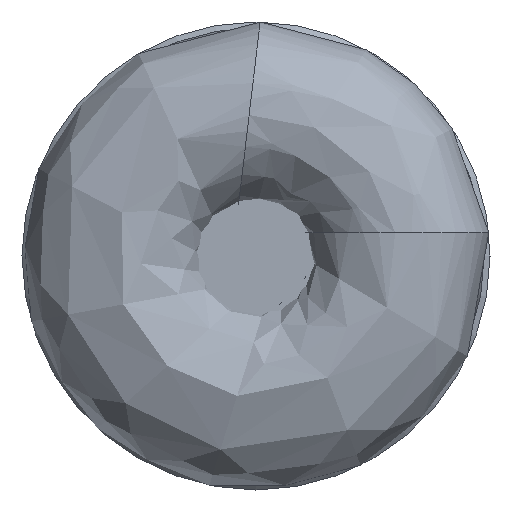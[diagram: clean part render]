
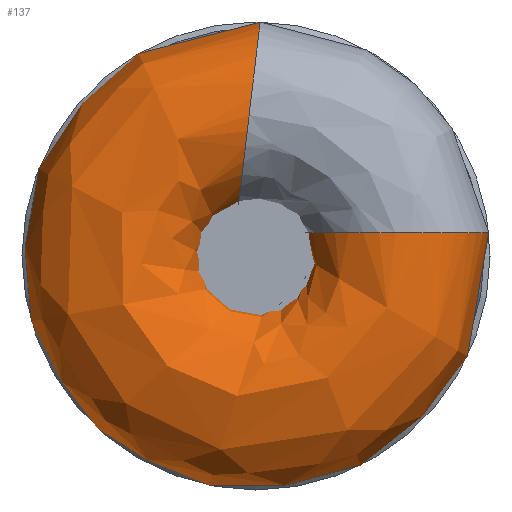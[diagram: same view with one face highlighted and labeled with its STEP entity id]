
A CAD part, left-side view. The second image highlights one B-rep face of the part: STEP entity #137.
In plain terms, the highlighted free-form (B-spline) face has degree [3, 3] with [7, 7] control points.
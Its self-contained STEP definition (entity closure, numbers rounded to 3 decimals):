
#137=ADVANCED_FACE('',(#151,#152),#149,.F.);
#149=(
BOUNDED_SURFACE()
B_SPLINE_SURFACE(3,3,((#317,#318,#319,#320,#321,#322,#323),(#324,#325,#326,
#327,#328,#329,#330),(#331,#332,#333,#334,#335,#336,#337),(#338,#339,#340,
#341,#342,#343,#344),(#345,#346,#347,#348,#349,#350,#351),(#352,#353,#354,
#355,#356,#357,#358),(#359,#360,#361,#362,#363,#364,#365)),
 .UNSPECIFIED.,.T.,.F.,.F.)
B_SPLINE_SURFACE_WITH_KNOTS((1,3,3,3,1),(4,3,4),(-0.5,0.,0.5,1.,1.5),(0.,
0.5,1.),.UNSPECIFIED.)
GEOMETRIC_REPRESENTATION_ITEM()
RATIONAL_B_SPLINE_SURFACE(((1.,0.57,0.57,1.,0.57,
0.57,1.),(0.333,0.19,0.19,
0.333,0.19,0.19,0.333),
(0.333,0.19,0.19,0.333,
0.19,0.19,0.333),(1.,0.57,
0.57,1.,0.57,0.57,1.),(0.333,
0.19,0.19,0.333,0.19,
0.19,0.333),(0.333,0.19,
0.19,0.333,0.19,0.19,
0.333),(1.,0.57,0.57,1.,0.57,
0.57,1.)))
REPRESENTATION_ITEM('')
SURFACE()
);
#151=FACE_BOUND('',#171,.T.);
#152=FACE_BOUND('',#172,.T.);
#171=EDGE_LOOP('',(#193));
#172=EDGE_LOOP('',(#194));
#193=ORIENTED_EDGE('',*,*,#226,.T.);
#194=ORIENTED_EDGE('',*,*,#227,.F.);
#215=VERTEX_POINT('',#314);
#216=VERTEX_POINT('',#316);
#226=EDGE_CURVE('',#215,#215,#237,.T.);
#227=EDGE_CURVE('',#216,#216,#238,.T.);
#237=CIRCLE('',#249,4.);
#238=CIRCLE('',#250,4.);
#249=AXIS2_PLACEMENT_3D('',#313,#271,#272);
#250=AXIS2_PLACEMENT_3D('',#315,#273,#274);
#271=DIRECTION('',(0.,0.993,0.118));
#272=DIRECTION('',(1.,0.,0.));
#273=DIRECTION('',(0.,0.,1.));
#274=DIRECTION('',(1.,0.,0.));
#313=CARTESIAN_POINT('',(4.,0.293,6.026));
#314=CARTESIAN_POINT('',(8.,0.293,6.026));
#315=CARTESIAN_POINT('',(4.,-5.95,1.));
#316=CARTESIAN_POINT('',(8.,-5.95,1.));
#317=CARTESIAN_POINT('',(8.,-5.95,1.));
#318=CARTESIAN_POINT('',(8.,-7.043,-5.503));
#319=CARTESIAN_POINT('',(8.,-1.353,-8.834));
#320=CARTESIAN_POINT('',(8.,3.783,-4.699));
#321=CARTESIAN_POINT('',(8.,8.92,-0.564));
#322=CARTESIAN_POINT('',(8.,6.879,5.706));
#323=CARTESIAN_POINT('',(8.,0.293,6.026));
#324=CARTESIAN_POINT('',(8.,2.05,1.));
#325=CARTESIAN_POINT('',(8.,0.957,3.241));
#326=CARTESIAN_POINT('',(8.,-1.526,3.015));
#327=CARTESIAN_POINT('',(8.,-2.197,0.614));
#328=CARTESIAN_POINT('',(8.,-2.868,-1.787));
#329=CARTESIAN_POINT('',(8.,-0.862,-3.267));
#330=CARTESIAN_POINT('',(8.,1.234,-1.918));
#331=CARTESIAN_POINT('',(0.,2.05,1.));
#332=CARTESIAN_POINT('',(0.,0.957,3.241));
#333=CARTESIAN_POINT('',(0.,-1.526,3.015));
#334=CARTESIAN_POINT('',(0.,-2.197,0.614));
#335=CARTESIAN_POINT('',(0.,-2.868,-1.787));
#336=CARTESIAN_POINT('',(0.,-0.862,-3.267));
#337=CARTESIAN_POINT('',(0.,1.234,-1.918));
#338=CARTESIAN_POINT('',(0.,-5.95,1.));
#339=CARTESIAN_POINT('',(0.,-7.043,-5.503));
#340=CARTESIAN_POINT('',(0.,-1.353,-8.834));
#341=CARTESIAN_POINT('',(0.,3.783,-4.699));
#342=CARTESIAN_POINT('',(0.,8.92,-0.564));
#343=CARTESIAN_POINT('',(0.,6.879,5.706));
#344=CARTESIAN_POINT('',(0.,0.293,6.026));
#345=CARTESIAN_POINT('',(0.,-13.95,1.));
#346=CARTESIAN_POINT('',(0.,-15.043,-14.246));
#347=CARTESIAN_POINT('',(0.,-1.18,-20.684));
#348=CARTESIAN_POINT('',(0.,9.764,-10.013));
#349=CARTESIAN_POINT('',(0.,20.707,0.658));
#350=CARTESIAN_POINT('',(0.,14.621,14.679));
#351=CARTESIAN_POINT('',(0.,-0.648,13.971));
#352=CARTESIAN_POINT('',(8.,-13.95,1.));
#353=CARTESIAN_POINT('',(8.,-15.043,-14.246));
#354=CARTESIAN_POINT('',(8.,-1.18,-20.684));
#355=CARTESIAN_POINT('',(8.,9.764,-10.013));
#356=CARTESIAN_POINT('',(8.,20.707,0.658));
#357=CARTESIAN_POINT('',(8.,14.621,14.679));
#358=CARTESIAN_POINT('',(8.,-0.648,13.971));
#359=CARTESIAN_POINT('',(8.,-5.95,1.));
#360=CARTESIAN_POINT('',(8.,-7.043,-5.503));
#361=CARTESIAN_POINT('',(8.,-1.353,-8.834));
#362=CARTESIAN_POINT('',(8.,3.783,-4.699));
#363=CARTESIAN_POINT('',(8.,8.92,-0.564));
#364=CARTESIAN_POINT('',(8.,6.879,5.706));
#365=CARTESIAN_POINT('',(8.,0.293,6.026));
